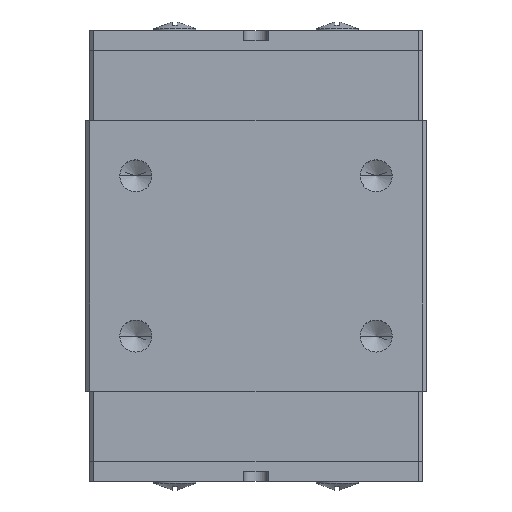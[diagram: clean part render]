
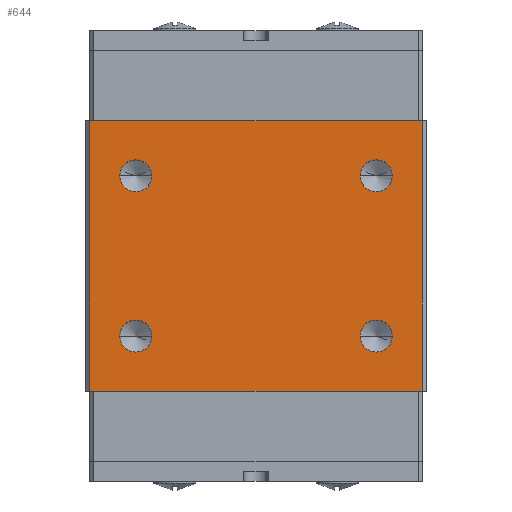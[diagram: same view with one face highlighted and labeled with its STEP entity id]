
A CAD part, top view. The second image highlights one B-rep face of the part: STEP entity #644.
In plain terms, the highlighted planar face has unit normal (0, 0, 1).
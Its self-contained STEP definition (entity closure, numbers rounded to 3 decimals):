
#644=ADVANCED_FACE('',(#1298,#1299,#1300,#1301,#1302),#1303,.T.);
#1298=FACE_BOUND('',#1961,.T.);
#1299=FACE_BOUND('',#1962,.T.);
#1300=FACE_BOUND('',#1963,.T.);
#1301=FACE_BOUND('',#1964,.T.);
#1302=FACE_OUTER_BOUND('',#1965,.T.);
#1303=PLANE('',#1966);
#1961=EDGE_LOOP('',(#3797,#3798));
#1962=EDGE_LOOP('',(#3799,#3800));
#1963=EDGE_LOOP('',(#3801,#3802));
#1964=EDGE_LOOP('',(#3803,#3804));
#1965=EDGE_LOOP('',(#3805,#3806,#3807,#3808));
#1966=AXIS2_PLACEMENT_3D('',#3809,#3810,#3811);
#3797=ORIENTED_EDGE('',*,*,#4666,.T.);
#3798=ORIENTED_EDGE('',*,*,#4000,.T.);
#3799=ORIENTED_EDGE('',*,*,#4670,.T.);
#3800=ORIENTED_EDGE('',*,*,#3992,.T.);
#3801=ORIENTED_EDGE('',*,*,#4674,.T.);
#3802=ORIENTED_EDGE('',*,*,#3984,.T.);
#3803=ORIENTED_EDGE('',*,*,#4678,.T.);
#3804=ORIENTED_EDGE('',*,*,#3976,.T.);
#3805=ORIENTED_EDGE('',*,*,#4652,.T.);
#3806=ORIENTED_EDGE('',*,*,#4684,.F.);
#3807=ORIENTED_EDGE('',*,*,#4685,.F.);
#3808=ORIENTED_EDGE('',*,*,#4680,.T.);
#3809=CARTESIAN_POINT('',(0.0,18.001,8.0));
#3810=DIRECTION('',(0.0,0.0,1.0));
#3811=DIRECTION('',(-1.0,0.0,-0.0));
#3976=EDGE_CURVE('',#4741,#4738,#4742,.T.);
#3984=EDGE_CURVE('',#4754,#4751,#4755,.T.);
#3992=EDGE_CURVE('',#4767,#4764,#4768,.T.);
#4000=EDGE_CURVE('',#4780,#4777,#4781,.T.);
#4652=EDGE_CURVE('',#5747,#5745,#5748,.T.);
#4666=EDGE_CURVE('',#4777,#4780,#5767,.T.);
#4670=EDGE_CURVE('',#4764,#4767,#5771,.T.);
#4674=EDGE_CURVE('',#4751,#4754,#5775,.T.);
#4678=EDGE_CURVE('',#4738,#4741,#5779,.T.);
#4680=EDGE_CURVE('',#5781,#5747,#5782,.T.);
#4684=EDGE_CURVE('',#5787,#5745,#5788,.T.);
#4685=EDGE_CURVE('',#5781,#5787,#5789,.T.);
#4738=VERTEX_POINT('',#5861);
#4741=VERTEX_POINT('',#5865);
#4742=CIRCLE('',#5866,0.8);
#4751=VERTEX_POINT('',#5878);
#4754=VERTEX_POINT('',#5882);
#4755=CIRCLE('',#5883,0.8);
#4764=VERTEX_POINT('',#5895);
#4767=VERTEX_POINT('',#5899);
#4768=CIRCLE('',#5900,0.8);
#4777=VERTEX_POINT('',#5912);
#4780=VERTEX_POINT('',#5916);
#4781=CIRCLE('',#5917,0.8);
#5745=VERTEX_POINT('',#7721);
#5747=VERTEX_POINT('',#7724);
#5748=LINE('',#7725,#7726);
#5767=CIRCLE('',#7753,0.8);
#5771=CIRCLE('',#7757,0.8);
#5775=CIRCLE('',#7761,0.8);
#5779=CIRCLE('',#7765,0.8);
#5781=VERTEX_POINT('',#7767);
#5782=LINE('',#7768,#7769);
#5787=VERTEX_POINT('',#7776);
#5788=LINE('',#7777,#7778);
#5789=LINE('',#7779,#7780);
#5861=CARTESIAN_POINT('',(-5.2,7.251,8.0));
#5865=CARTESIAN_POINT('',(-6.8,7.251,8.0));
#5866=AXIS2_PLACEMENT_3D('',#7868,#7869,#7870);
#5878=CARTESIAN_POINT('',(-5.2,15.251,8.0));
#5882=CARTESIAN_POINT('',(-6.8,15.251,8.0));
#5883=AXIS2_PLACEMENT_3D('',#7878,#7879,#7880);
#5895=CARTESIAN_POINT('',(6.8,7.251,8.0));
#5899=CARTESIAN_POINT('',(5.2,7.251,8.0));
#5900=AXIS2_PLACEMENT_3D('',#7888,#7889,#7890);
#5912=CARTESIAN_POINT('',(6.8,15.251,8.0));
#5916=CARTESIAN_POINT('',(5.2,15.251,8.0));
#5917=AXIS2_PLACEMENT_3D('',#7898,#7899,#7900);
#7721=CARTESIAN_POINT('',(8.3,4.501,8.0));
#7724=CARTESIAN_POINT('',(-8.3,4.501,8.0));
#7725=CARTESIAN_POINT('',(-8.3,4.501,8.0));
#7726=VECTOR('',#8493,1.0);
#7753=AXIS2_PLACEMENT_3D('',#8505,#8506,#8507);
#7757=AXIS2_PLACEMENT_3D('',#8511,#8512,#8513);
#7761=AXIS2_PLACEMENT_3D('',#8517,#8518,#8519);
#7765=AXIS2_PLACEMENT_3D('',#8523,#8524,#8525);
#7767=CARTESIAN_POINT('',(-8.3,18.001,8.0));
#7768=CARTESIAN_POINT('',(-8.3,18.001,8.0));
#7769=VECTOR('',#8526,1.0);
#7776=CARTESIAN_POINT('',(8.3,18.001,8.0));
#7777=CARTESIAN_POINT('',(8.3,18.001,8.0));
#7778=VECTOR('',#8529,1.0);
#7779=CARTESIAN_POINT('',(-8.3,18.001,8.0));
#7780=VECTOR('',#8530,1.0);
#7868=CARTESIAN_POINT('',(-6.0,7.251,8.0));
#7869=DIRECTION('',(0.0,0.0,-1.0));
#7870=DIRECTION('',(1.0,0.0,0.0));
#7878=CARTESIAN_POINT('',(-6.0,15.251,8.0));
#7879=DIRECTION('',(0.0,0.0,-1.0));
#7880=DIRECTION('',(1.0,0.0,0.0));
#7888=CARTESIAN_POINT('',(6.0,7.251,8.0));
#7889=DIRECTION('',(0.0,0.0,-1.0));
#7890=DIRECTION('',(1.0,0.0,0.0));
#7898=CARTESIAN_POINT('',(6.0,15.251,8.0));
#7899=DIRECTION('',(0.0,0.0,-1.0));
#7900=DIRECTION('',(1.0,0.0,0.0));
#8493=DIRECTION('',(1.0,0.0,0.0));
#8505=CARTESIAN_POINT('',(6.0,15.251,8.0));
#8506=DIRECTION('',(0.0,0.0,-1.0));
#8507=DIRECTION('',(1.0,0.0,0.0));
#8511=CARTESIAN_POINT('',(6.0,7.251,8.0));
#8512=DIRECTION('',(0.0,0.0,-1.0));
#8513=DIRECTION('',(1.0,0.0,0.0));
#8517=CARTESIAN_POINT('',(-6.0,15.251,8.0));
#8518=DIRECTION('',(0.0,0.0,-1.0));
#8519=DIRECTION('',(1.0,0.0,0.0));
#8523=CARTESIAN_POINT('',(-6.0,7.251,8.0));
#8524=DIRECTION('',(0.0,0.0,-1.0));
#8525=DIRECTION('',(1.0,0.0,0.0));
#8526=DIRECTION('',(0.0,-1.0,0.0));
#8529=DIRECTION('',(0.0,-1.0,0.0));
#8530=DIRECTION('',(1.0,0.0,0.0));
